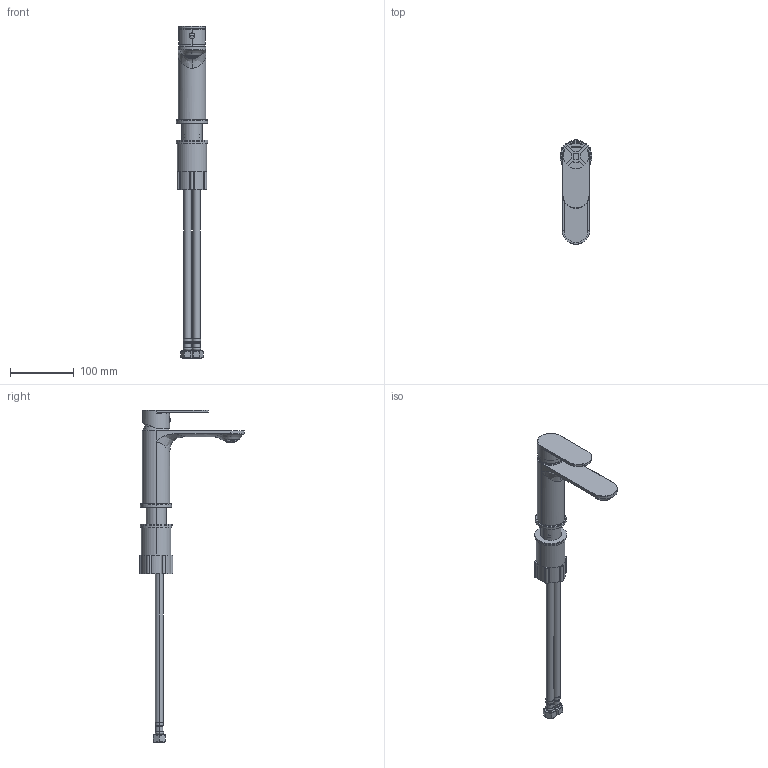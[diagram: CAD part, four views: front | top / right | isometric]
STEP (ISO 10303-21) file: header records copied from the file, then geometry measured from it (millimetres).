
FILE_DESCRIPTION((''),'2;1');
FILE_NAME('BAL2_ASM','2024-08-07T',('Administrator'),(''),'PRO/ENGINEER BY PARAMETRIC TECHNOLOGY CORPORATION, 2010430','PRO/ENGINEER BY PARAMETRIC TECHNOLOGY CORPORATION, 2010430','');
FILE_SCHEMA(('CONFIG_CONTROL_DESIGN'));
Products named in the file (16): 2110463; 2720045; 2020004; 2020043; 2240156; 2070001; 2320080; 2210001; 2530061; 2550041; 2010001; 2050076; 2050082; 2010052; 2860216; BAL2_ASM
Assembly tree (16 placements, depth 2):
  BAL2_ASM
    2110463
    2720045
    2020004
    2020043
    2240156
    2070001
    2320080
    2210001
    2530061
    2550041
    2010001
    2050076
    2050082
    2010052
    2860216  x2
Bounding box: 50 x 164.49 x 520.2 mm (x, y, z)
Volume: 251684.3 mm3; surface area: 203666.3 mm2
Topology: 21 solids, 21 shells, 4900 faces, 13344 edges, 8497 vertices
Faces by surface type: plane 2958, cylinder 1684, cone 103, torus 83, bspline 51, sphere 21
Entity records: 165263 total; most frequent: CARTESIAN_POINT 41457, ORIENTED_EDGE 26276, DIRECTION 25386, EDGE_CURVE 13138, AXIS2_PLACEMENT_3D 9053, VERTEX_POINT 8375, VECTOR 7280, LINE 7280
